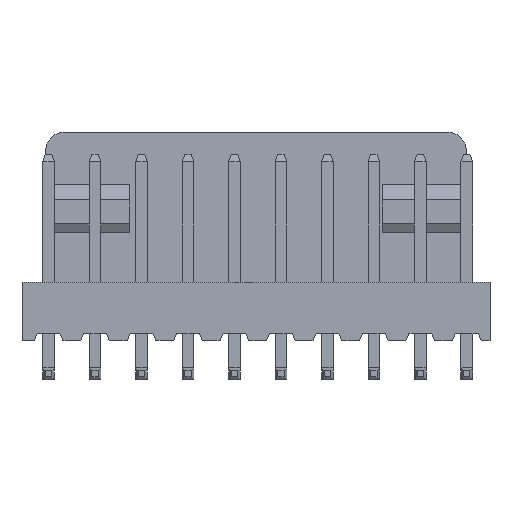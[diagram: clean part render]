
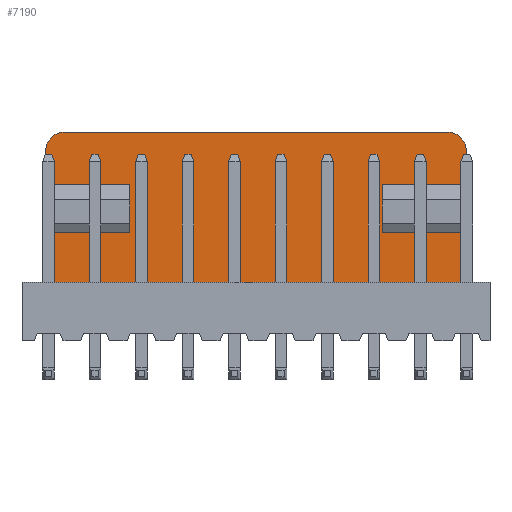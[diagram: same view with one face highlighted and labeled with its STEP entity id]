
A CAD part, top view. The second image highlights one B-rep face of the part: STEP entity #7190.
In plain terms, the highlighted planar face has unit normal (0, 0, 1).
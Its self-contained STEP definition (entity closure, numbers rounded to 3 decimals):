
#418 = PLANE ( 'NONE',  #7655 ) ;
#419 = CARTESIAN_POINT ( 'NONE',  ( 11.063, 53.751, -4.64 ) ) ;
#424 = DIRECTION ( 'NONE',  ( 0., 0., 1. ) ) ;
#425 = DIRECTION ( 'NONE',  ( 1., 0., 0. ) ) ;
#814 = FACE_OUTER_BOUND ( 'NONE', #3976, .T. ) ;
#1425 = EDGE_CURVE ( 'NONE', #4356, #5375, #5750, .T. ) ;
#1440 = EDGE_CURVE ( 'NONE', #5387, #5380, #5776, .T. ) ;
#1454 = EDGE_CURVE ( 'NONE', #6744, #5375, #5806, .T. ) ;
#1473 = EDGE_CURVE ( 'NONE', #5344, #6744, #5828, .T. ) ;
#1486 = EDGE_CURVE ( 'NONE', #5387, #5063, #5868, .T. ) ;
#1506 = EDGE_CURVE ( 'NONE', #5395, #5392, #5912, .T. ) ;
#1513 = EDGE_CURVE ( 'NONE', #5063, #5353, #5925, .T. ) ;
#1519 = EDGE_CURVE ( 'NONE', #5383, #5374, #5936, .T. ) ;
#1522 = EDGE_CURVE ( 'NONE', #5358, #5315, #5941, .T. ) ;
#1523 = EDGE_CURVE ( 'NONE', #5383, #5353, #5943, .T. ) ;
#1524 = EDGE_CURVE ( 'NONE', #5395, #5374, #5945, .T. ) ;
#1525 = EDGE_CURVE ( 'NONE', #4356, #5392, #5947, .T. ) ;
#1526 = EDGE_CURVE ( 'NONE', #5380, #5315, #5949, .T. ) ;
#1548 = EDGE_CURVE ( 'NONE', #5358, #5344, #5987, .T. ) ;
#1570 = AXIS2_PLACEMENT_3D ( 'NONE', #7484, #7485, #7486 ) ;
#1572 = AXIS2_PLACEMENT_3D ( 'NONE', #2444, #2445, #2446 ) ;
#2429 = CARTESIAN_POINT ( 'NONE',  ( 11.063, 50.926, -4.64 ) ) ;
#2430 = DIRECTION ( 'NONE',  ( 1., 0., 0. ) ) ;
#2444 = CARTESIAN_POINT ( 'NONE',  ( 34.343, 52.751, -4.64 ) ) ;
#2445 = DIRECTION ( 'NONE',  ( 0., 0., 1. ) ) ;
#2446 = DIRECTION ( 'NONE',  ( 1., 0., 0. ) ) ;
#2449 = CARTESIAN_POINT ( 'NONE',  ( 11.063, 45.547, -4.64 ) ) ;
#2450 = DIRECTION ( 'NONE',  ( 1., 0., 0. ) ) ;
#2451 = CARTESIAN_POINT ( 'NONE',  ( 35.343, 53.751, -4.64 ) ) ;
#2452 = DIRECTION ( 'NONE',  ( 0., -1., 0. ) ) ;
#2453 = CARTESIAN_POINT ( 'NONE',  ( 11.063, 53.751, -4.64 ) ) ;
#2454 = DIRECTION ( 'NONE',  ( 1., 0., 0. ) ) ;
#2455 = CARTESIAN_POINT ( 'NONE',  ( 12.363, 53.751, -4.64 ) ) ;
#2456 = DIRECTION ( 'NONE',  ( 0., 1., 0. ) ) ;
#2457 = CARTESIAN_POINT ( 'NONE',  ( 35.343, 48.254, -4.64 ) ) ;
#2458 = DIRECTION ( 'NONE',  ( 0., -1., 0. ) ) ;
#2485 = CARTESIAN_POINT ( 'NONE',  ( 12.363, 48.254, -4.64 ) ) ;
#2502 = DIRECTION ( 'NONE',  ( 0., 1., 0. ) ) ;
#2525 = CARTESIAN_POINT ( 'NONE',  ( 12.363, 50.926, -4.64 ) ) ;
#2712 = CARTESIAN_POINT ( 'NONE',  ( 30.743, 50.926, -4.64 ) ) ;
#2792 = CARTESIAN_POINT ( 'NONE',  ( 35.343, 45.547, -4.64 ) ) ;
#2820 = CARTESIAN_POINT ( 'NONE',  ( 12.363, 48.254, -4.64 ) ) ;
#2828 = CARTESIAN_POINT ( 'NONE',  ( 35.343, 50.926, -4.64 ) ) ;
#2833 = CARTESIAN_POINT ( 'NONE',  ( 12.363, 45.547, -4.64 ) ) ;
#2849 = CARTESIAN_POINT ( 'NONE',  ( 34.343, 53.751, -4.64 ) ) ;
#2850 = CARTESIAN_POINT ( 'NONE',  ( 16.963, 50.926, -4.64 ) ) ;
#2855 = CARTESIAN_POINT ( 'NONE',  ( 35.343, 48.254, -4.64 ) ) ;
#2858 = CARTESIAN_POINT ( 'NONE',  ( 35.343, 52.751, -4.64 ) ) ;
#2862 = CARTESIAN_POINT ( 'NONE',  ( 30.743, 48.254, -4.64 ) ) ;
#2867 = CARTESIAN_POINT ( 'NONE',  ( 12.363, 52.751, -4.64 ) ) ;
#2870 = CARTESIAN_POINT ( 'NONE',  ( 13.363, 53.751, -4.64 ) ) ;
#2932 = CARTESIAN_POINT ( 'NONE',  ( 16.963, 48.254, -4.64 ) ) ;
#3976 = EDGE_LOOP ( 'NONE', ( #4277, #5488, #5238, #5239, #5423, #5240, #5246, #5083, #5448, #5233, #5213, #5232, #5237, #5443 ) ) ;
#4277 = ORIENTED_EDGE ( 'NONE', *, *, #1524, .F. ) ;
#4356 = VERTEX_POINT ( 'NONE', #2525 ) ;
#5063 = VERTEX_POINT ( 'NONE', #2712 ) ;
#5083 = ORIENTED_EDGE ( 'NONE', *, *, #1522, .T. ) ;
#5213 = ORIENTED_EDGE ( 'NONE', *, *, #1486, .T. ) ;
#5232 = ORIENTED_EDGE ( 'NONE', *, *, #1513, .T. ) ;
#5233 = ORIENTED_EDGE ( 'NONE', *, *, #1440, .F. ) ;
#5237 = ORIENTED_EDGE ( 'NONE', *, *, #1523, .F. ) ;
#5238 = ORIENTED_EDGE ( 'NONE', *, *, #1525, .F. ) ;
#5239 = ORIENTED_EDGE ( 'NONE', *, *, #1425, .T. ) ;
#5240 = ORIENTED_EDGE ( 'NONE', *, *, #1473, .F. ) ;
#5246 = ORIENTED_EDGE ( 'NONE', *, *, #1548, .F. ) ;
#5315 = VERTEX_POINT ( 'NONE', #2792 ) ;
#5344 = VERTEX_POINT ( 'NONE', #2820 ) ;
#5353 = VERTEX_POINT ( 'NONE', #2828 ) ;
#5358 = VERTEX_POINT ( 'NONE', #2833 ) ;
#5374 = VERTEX_POINT ( 'NONE', #2849 ) ;
#5375 = VERTEX_POINT ( 'NONE', #2850 ) ;
#5380 = VERTEX_POINT ( 'NONE', #2855 ) ;
#5383 = VERTEX_POINT ( 'NONE', #2858 ) ;
#5387 = VERTEX_POINT ( 'NONE', #2862 ) ;
#5392 = VERTEX_POINT ( 'NONE', #2867 ) ;
#5395 = VERTEX_POINT ( 'NONE', #2870 ) ;
#5423 = ORIENTED_EDGE ( 'NONE', *, *, #1454, .F. ) ;
#5443 = ORIENTED_EDGE ( 'NONE', *, *, #1519, .T. ) ;
#5448 = ORIENTED_EDGE ( 'NONE', *, *, #1526, .F. ) ;
#5488 = ORIENTED_EDGE ( 'NONE', *, *, #1506, .T. ) ;
#5750 = LINE ( 'NONE', #7320, #5753 ) ;
#5753 = VECTOR ( 'NONE', #7322, 1000. ) ;
#5776 = LINE ( 'NONE', #7341, #5783 ) ;
#5783 = VECTOR ( 'NONE', #7351, 1000. ) ;
#5806 = LINE ( 'NONE', #7373, #5811 ) ;
#5811 = VECTOR ( 'NONE', #7379, 1000. ) ;
#5828 = LINE ( 'NONE', #7388, #5849 ) ;
#5849 = VECTOR ( 'NONE', #7417, 1000. ) ;
#5868 = LINE ( 'NONE', #7418, #5875 ) ;
#5875 = VECTOR ( 'NONE', #7443, 1000. ) ;
#5912 = CIRCLE ( 'NONE', #1570, 1. ) ;
#5925 = LINE ( 'NONE', #2429, #5928 ) ;
#5928 = VECTOR ( 'NONE', #2430, 1000. ) ;
#5936 = CIRCLE ( 'NONE', #1572, 1. ) ;
#5941 = LINE ( 'NONE', #2449, #5944 ) ;
#5943 = LINE ( 'NONE', #2451, #5946 ) ;
#5944 = VECTOR ( 'NONE', #2450, 1000. ) ;
#5945 = LINE ( 'NONE', #2453, #5948 ) ;
#5946 = VECTOR ( 'NONE', #2452, 1000. ) ;
#5947 = LINE ( 'NONE', #2455, #5950 ) ;
#5948 = VECTOR ( 'NONE', #2454, 1000. ) ;
#5949 = LINE ( 'NONE', #2457, #5952 ) ;
#5950 = VECTOR ( 'NONE', #2456, 1000. ) ;
#5952 = VECTOR ( 'NONE', #2458, 1000. ) ;
#5987 = LINE ( 'NONE', #2485, #5996 ) ;
#5996 = VECTOR ( 'NONE', #2502, 1000. ) ;
#6744 = VERTEX_POINT ( 'NONE', #2932 ) ;
#7190 = ADVANCED_FACE ( 'NONE', ( #814 ), #418, .T. ) ;
#7320 = CARTESIAN_POINT ( 'NONE',  ( 11.063, 50.926, -4.64 ) ) ;
#7322 = DIRECTION ( 'NONE',  ( 1., 0., 0. ) ) ;
#7341 = CARTESIAN_POINT ( 'NONE',  ( 11.063, 48.254, -4.64 ) ) ;
#7351 = DIRECTION ( 'NONE',  ( 1., 0., 0. ) ) ;
#7373 = CARTESIAN_POINT ( 'NONE',  ( 16.963, 31.754, -4.64 ) ) ;
#7379 = DIRECTION ( 'NONE',  ( 0., 1., 0. ) ) ;
#7388 = CARTESIAN_POINT ( 'NONE',  ( 11.063, 48.254, -4.64 ) ) ;
#7417 = DIRECTION ( 'NONE',  ( 1., 0., 0. ) ) ;
#7418 = CARTESIAN_POINT ( 'NONE',  ( 30.743, 31.754, -4.64 ) ) ;
#7443 = DIRECTION ( 'NONE',  ( 0., 1., 0. ) ) ;
#7484 = CARTESIAN_POINT ( 'NONE',  ( 13.363, 52.751, -4.64 ) ) ;
#7485 = DIRECTION ( 'NONE',  ( 0., 0., 1. ) ) ;
#7486 = DIRECTION ( 'NONE',  ( 1., 0., 0. ) ) ;
#7655 = AXIS2_PLACEMENT_3D ( 'NONE', #419, #424, #425 ) ;
